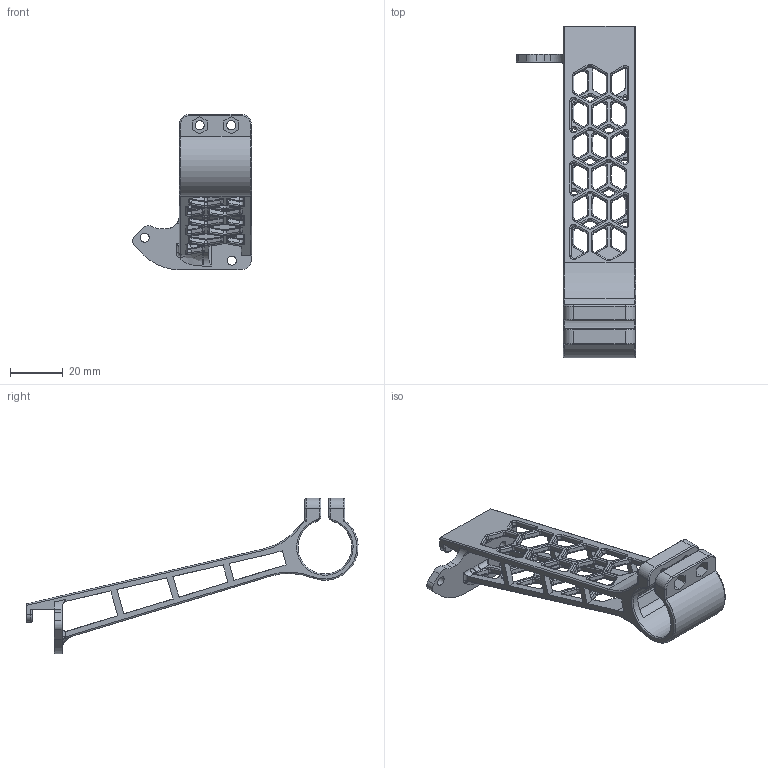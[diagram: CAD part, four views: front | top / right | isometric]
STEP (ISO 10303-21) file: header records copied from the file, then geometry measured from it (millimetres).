
FILE_DESCRIPTION(/* description */ (''),/* implementation_level */ '2;1');
FILE_NAME(/* name */ 'Right Leg (1).step',/* time_stamp */ '2021-05-26T02:16:43+02:00',/* author */ (''),/* organization */ (''),/* preprocessor_version */ 'ST-DEVELOPER v18.1',/* originating_system */ 'Autodesk Translation Framework v10.9.0.1377',/* authorisation */ '');
FILE_SCHEMA (('AUTOMOTIVE_DESIGN { 1 0 10303 214 3 1 1 }'));
Length unit declared in the file: millimetre
Products named in the file (1): Right Leg (1)
Bounding box: 45.31 x 126.3 x 59.16 mm (x, y, z)
Volume: 17092.4 mm3; surface area: 16059.3 mm2
Topology: 1 solids, 2 shells, 852 faces, 2074 edges, 1214 vertices
Faces by surface type: cylinder 405, torus 246, plane 188, bspline 12, sphere 1
Full cylindrical faces by diameter (mm): 3.5 x7
Entity records: 25453 total; most frequent: DIRECTION 4791, CARTESIAN_POINT 4686, ORIENTED_EDGE 4146, EDGE_CURVE 2073, AXIS2_PLACEMENT_3D 1907, VERTEX_POINT 1214, CIRCLE 1044, LINE 977
